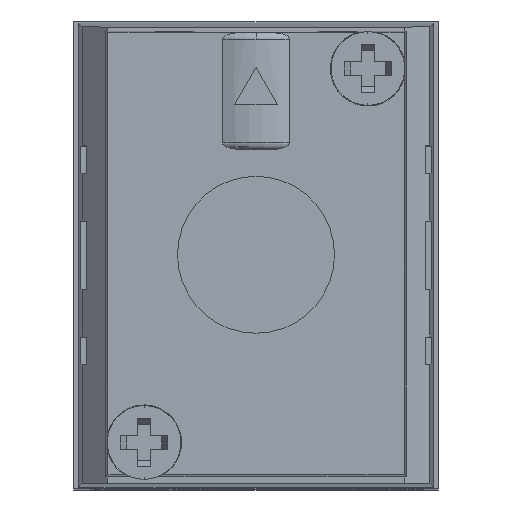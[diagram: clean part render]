
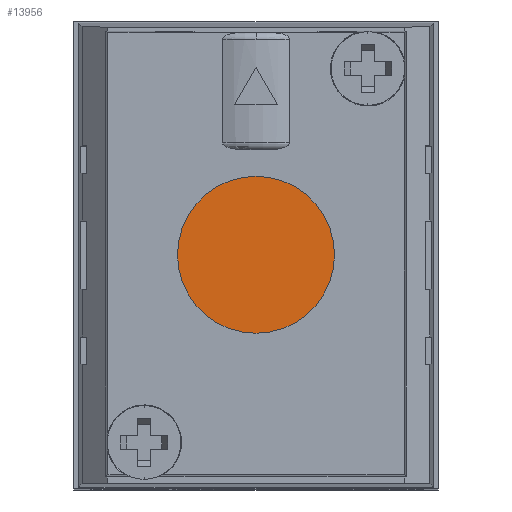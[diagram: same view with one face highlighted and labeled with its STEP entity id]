
A CAD part, top view. The second image highlights one B-rep face of the part: STEP entity #13956.
In plain terms, the highlighted face is planar.
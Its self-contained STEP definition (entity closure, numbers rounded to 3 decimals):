
#2261 = VERTEX_POINT ( 'NONE', #17638 ) ;
#2382 = VERTEX_POINT ( 'NONE', #17759 ) ;
#3583 = ORIENTED_EDGE ( 'NONE', *, *, #5178, .T. ) ;
#3584 = ORIENTED_EDGE ( 'NONE', *, *, #29030, .T. ) ;
#4272 = CIRCLE ( 'NONE', #13592, 5.75 ) ;
#5178 = EDGE_CURVE ( 'NONE', #2382, #2261, #31785, .T. ) ;
#6210 = CARTESIAN_POINT ( 'NONE',  ( 0., 0., -12.5 ) ) ;
#6211 = DIRECTION ( 'NONE',  ( 0., 0., -1. ) ) ;
#6212 = DIRECTION ( 'NONE',  ( -1., 0., 0. ) ) ;
#11733 = AXIS2_PLACEMENT_3D ( 'NONE', #6210, #6211, #6212 ) ;
#12793 = AXIS2_PLACEMENT_3D ( 'NONE', #18319, #18320, #18321 ) ;
#13592 = AXIS2_PLACEMENT_3D ( 'NONE', #25822, #25823, #25824 ) ;
#13956 = ADVANCED_FACE ( 'NONE', ( #16512 ), #18318, .T. ) ;
#16512 = FACE_OUTER_BOUND ( 'NONE', #22683, .T. ) ;
#17638 = CARTESIAN_POINT ( 'NONE',  ( 5.75, 0., -12.5 ) ) ;
#17759 = CARTESIAN_POINT ( 'NONE',  ( -5.75, 0., -12.5 ) ) ;
#18318 = PLANE ( 'NONE',  #12793 ) ;
#18319 = CARTESIAN_POINT ( 'NONE',  ( 0., 0., -12.5 ) ) ;
#18320 = DIRECTION ( 'NONE',  ( 0., 0., -1. ) ) ;
#18321 = DIRECTION ( 'NONE',  ( -1., 0., 0. ) ) ;
#22683 = EDGE_LOOP ( 'NONE', ( #3583, #3584 ) ) ;
#25822 = CARTESIAN_POINT ( 'NONE',  ( 0., 0., -12.5 ) ) ;
#25823 = DIRECTION ( 'NONE',  ( 0., 0., -1. ) ) ;
#25824 = DIRECTION ( 'NONE',  ( -1., 0., 0. ) ) ;
#29030 = EDGE_CURVE ( 'NONE', #2261, #2382, #4272, .T. ) ;
#31785 = CIRCLE ( 'NONE', #11733, 5.75 ) ;
